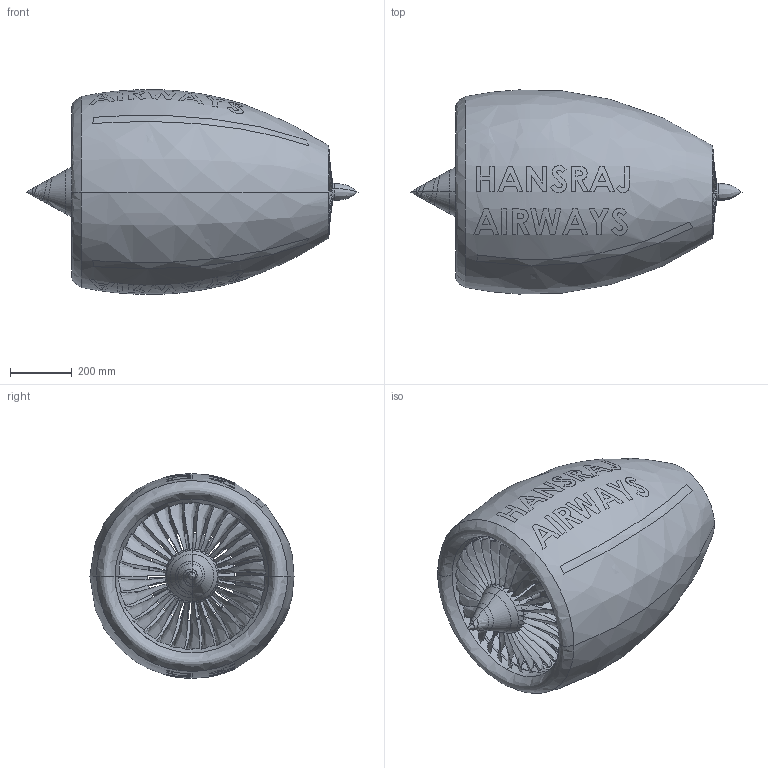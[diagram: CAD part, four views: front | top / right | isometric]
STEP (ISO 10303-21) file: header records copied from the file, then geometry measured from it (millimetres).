
FILE_DESCRIPTION(('FreeCAD Model'),'2;1');
FILE_NAME('Open CASCADE Shape Model','2025-04-27T15:05:02',('FreeCAD'),( 'FreeCAD'),'Open CASCADE STEP processor 7.6','FreeCAD','Unknown');
FILE_SCHEMA(('AUTOMOTIVE_DESIGN { 1 0 10303 214 1 1 1 1 }'));
Length unit declared in the file: millimetre
Products named in the file (1): Open CASCADE STEP translator 7.6 1
Bounding box: 1079.22 x 663.56 x 665.83 mm (x, y, z)
Volume: 20021388.9 mm3; surface area: 4626240.4 mm2
Topology: 3 solids, 3 shells, 278 faces, 910 edges, 704 vertices
Faces by surface type: bspline 278
Entity records: 16812 total; most frequent: CARTESIAN_POINT 11468, ORIENTED_EDGE 1810, EDGE_CURVE 905, B_SPLINE_CURVE_WITH_KNOTS 756, VERTEX_POINT 702, FACE_BOUND 349, EDGE_LOOP 349, ADVANCED_FACE 278
